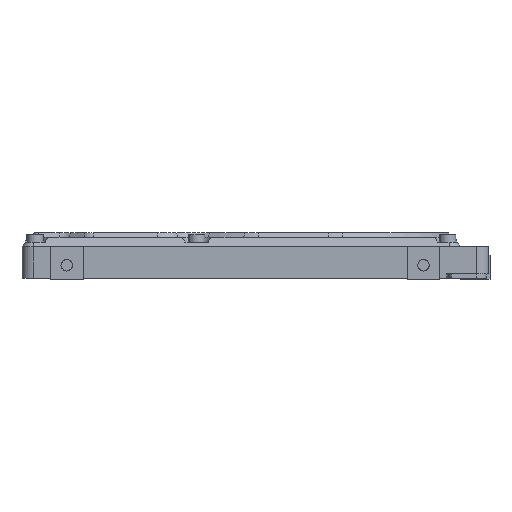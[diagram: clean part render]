
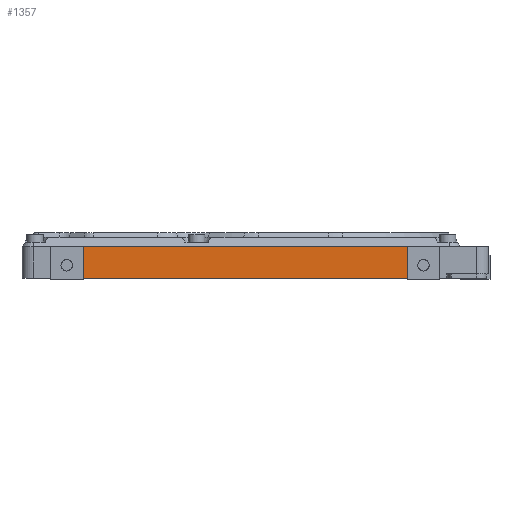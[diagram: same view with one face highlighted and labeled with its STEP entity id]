
A CAD part, left-side view. The second image highlights one B-rep face of the part: STEP entity #1357.
In plain terms, the highlighted planar face has unit normal (-1, 0, 0).
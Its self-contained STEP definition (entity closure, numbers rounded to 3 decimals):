
#1357 = ADVANCED_FACE( '', ( #2942 ), #2943, .F. );
#2942 = FACE_OUTER_BOUND( '', #4730, .T. );
#2943 = PLANE( '', #4731 );
#4730 = EDGE_LOOP( '', ( #8955, #8956, #8957, #8958 ) );
#4731 = AXIS2_PLACEMENT_3D( '', #8959, #8960, #8961 );
#8955 = ORIENTED_EDGE( '', *, *, #12210, .F. );
#8956 = ORIENTED_EDGE( '', *, *, #11226, .F. );
#8957 = ORIENTED_EDGE( '', *, *, #12270, .F. );
#8958 = ORIENTED_EDGE( '', *, *, #11544, .F. );
#8959 = CARTESIAN_POINT( '', ( -34.725, 37., 7. ) );
#8960 = DIRECTION( '', ( 1., 0., 0. ) );
#8961 = DIRECTION( '', ( 0., 0., 1. ) );
#11226 = EDGE_CURVE( '', #13757, #13759, #13760, .T. );
#11544 = EDGE_CURVE( '', #14278, #14280, #14281, .T. );
#12210 = EDGE_CURVE( '', #13759, #14278, #15204, .T. );
#12270 = EDGE_CURVE( '', #14280, #13757, #15277, .T. );
#13757 = VERTEX_POINT( '', #17234 );
#13759 = VERTEX_POINT( '', #17237 );
#13760 = LINE( '', #17238, #17239 );
#14278 = VERTEX_POINT( '', #17982 );
#14280 = VERTEX_POINT( '', #17985 );
#14281 = LINE( '', #17986, #17987 );
#15204 = LINE( '', #19354, #19355 );
#15277 = LINE( '', #19462, #19463 );
#17234 = CARTESIAN_POINT( '', ( -34.725, -32.6, 0.2 ) );
#17237 = CARTESIAN_POINT( '', ( -34.725, 37., 0.2 ) );
#17238 = CARTESIAN_POINT( '', ( -34.725, 37., 0.2 ) );
#17239 = VECTOR( '', #20761, 1000. );
#17982 = CARTESIAN_POINT( '', ( -34.725, 37., 7. ) );
#17985 = CARTESIAN_POINT( '', ( -34.725, -32.6, 7. ) );
#17986 = CARTESIAN_POINT( '', ( -34.725, 37., 7. ) );
#17987 = VECTOR( '', #21075, 1000. );
#19354 = CARTESIAN_POINT( '', ( -34.725, 37., 0.2 ) );
#19355 = VECTOR( '', #21742, 1000. );
#19462 = CARTESIAN_POINT( '', ( -34.725, -32.6, 0.2 ) );
#19463 = VECTOR( '', #21783, 1000. );
#20761 = DIRECTION( '', ( 0., 1., 0. ) );
#21075 = DIRECTION( '', ( 0., -1., 0. ) );
#21742 = DIRECTION( '', ( 0., 0., 1. ) );
#21783 = DIRECTION( '', ( 0., 0., -1. ) );
